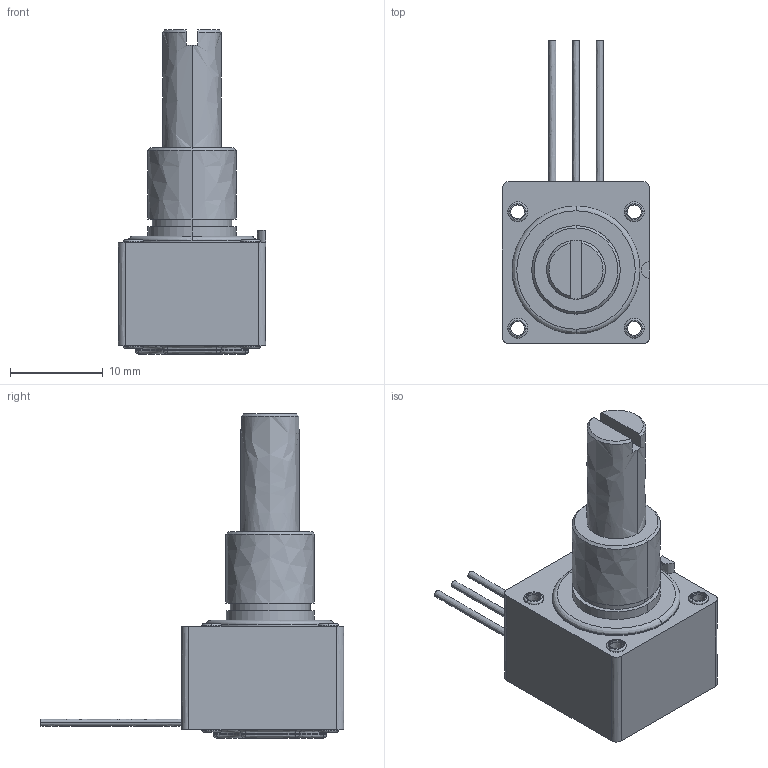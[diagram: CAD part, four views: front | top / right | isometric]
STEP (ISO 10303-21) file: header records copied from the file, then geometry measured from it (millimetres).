
FILE_DESCRIPTION((''),'2;1');
FILE_NAME('91A1A-B28','2011-01-04T',('minhn'),('Bourns, Inc.'),'PRO/ENGINEER BY PARAMETRIC TECHNOLOGY CORPORATION, 2001200','PRO/ENGINEER BY PARAMETRIC TECHNOLOGY CORPORATION, 2001200','');
FILE_SCHEMA(('AUTOMOTIVE_DESIGN_CC2 { 1 2 10303 214 -1 1 5 2 }'));
Length unit declared in the file: inch
Products named in the file (1): 91A1A-B28
Bounding box: 15.88 x 32.69 x 34.92 mm (x, y, z)
Volume: 4282.5 mm3; surface area: 2236.4 mm2
Topology: 1 solids, 1 shells, 167 faces, 360 edges, 220 vertices
Faces by surface type: bspline 167
Entity records: 8067 total; most frequent: CARTESIAN_POINT 3740, ORIENTED_EDGE 720, DIRECTION 588, PRESENTATION_STYLE_ASSIGNMENT 361, STYLED_ITEM 361, CURVE_STYLE 360, EDGE_CURVE 360, AXIS2_PLACEMENT_3D 235
